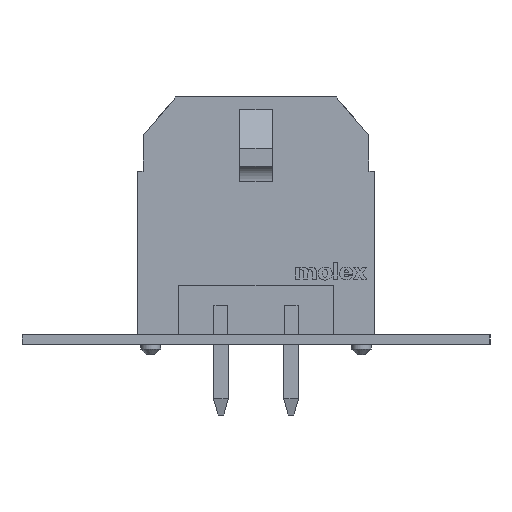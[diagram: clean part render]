
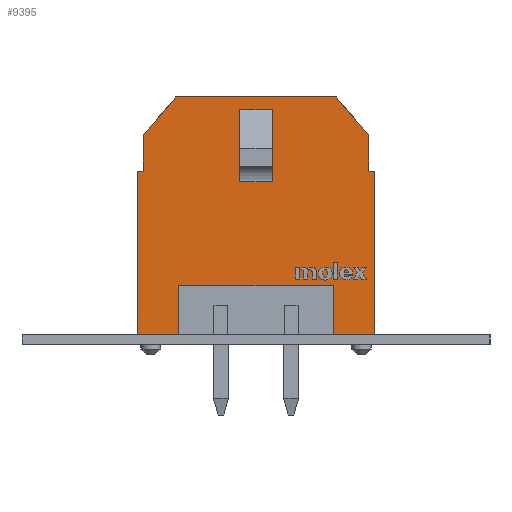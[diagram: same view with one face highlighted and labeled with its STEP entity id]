
A CAD part, left-side view. The second image highlights one B-rep face of the part: STEP entity #9395.
In plain terms, the highlighted face is planar.
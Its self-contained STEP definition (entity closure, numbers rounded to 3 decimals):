
#8706 = VERTEX_POINT('',#8707);
#8707 = CARTESIAN_POINT('',(-4.825,3.43,3.305));
#8713 = EDGE_CURVE('',#8714,#8706,#8716,.T.);
#8714 = VERTEX_POINT('',#8715);
#8715 = CARTESIAN_POINT('',(-4.825,3.43,1.785));
#8716 = LINE('',#8717,#8718);
#8717 = CARTESIAN_POINT('',(-4.825,3.43,1.785));
#8718 = VECTOR('',#8719,1.);
#8719 = DIRECTION('',(0.,0.,1.));
#8975 = VERTEX_POINT('',#8976);
#8976 = CARTESIAN_POINT('',(4.825,3.43,3.305));
#8982 = EDGE_CURVE('',#8975,#8983,#8985,.T.);
#8983 = VERTEX_POINT('',#8984);
#8984 = CARTESIAN_POINT('',(3.425,3.43,4.955));
#8985 = LINE('',#8986,#8987);
#8986 = CARTESIAN_POINT('',(4.825,3.43,3.305));
#8987 = VECTOR('',#8988,1.);
#8988 = DIRECTION('',(-0.647,0.,0.763));
#9200 = VERTEX_POINT('',#9201);
#9201 = CARTESIAN_POINT('',(4.825,3.43,1.785));
#9207 = EDGE_CURVE('',#9200,#8975,#9208,.T.);
#9208 = LINE('',#9209,#9210);
#9209 = CARTESIAN_POINT('',(4.825,3.43,1.785));
#9210 = VECTOR('',#9211,1.);
#9211 = DIRECTION('',(0.,0.,1.));
#9346 = VERTEX_POINT('',#9347);
#9347 = CARTESIAN_POINT('',(5.075,3.43,1.785));
#9353 = EDGE_CURVE('',#9200,#9346,#9354,.T.);
#9354 = LINE('',#9355,#9356);
#9355 = CARTESIAN_POINT('',(4.825,3.43,1.785));
#9356 = VECTOR('',#9357,1.);
#9357 = DIRECTION('',(1.,0.,0.));
#9395 = ADVANCED_FACE('',(#9396,#9478),#9512,.T.);
#9396 = FACE_BOUND('',#9397,.T.);
#9397 = EDGE_LOOP('',(#9398,#9408,#9416,#9424,#9430,#9431,#9439,#9445,
    #9446,#9447,#9448,#9456,#9464,#9472));
#9398 = ORIENTED_EDGE('',*,*,#9399,.F.);
#9399 = EDGE_CURVE('',#9400,#9402,#9404,.T.);
#9400 = VERTEX_POINT('',#9401);
#9401 = CARTESIAN_POINT('',(-3.305,3.43,-5.205));
#9402 = VERTEX_POINT('',#9403);
#9403 = CARTESIAN_POINT('',(-3.305,3.43,-3.105));
#9404 = LINE('',#9405,#9406);
#9405 = CARTESIAN_POINT('',(-3.305,3.43,-4.955));
#9406 = VECTOR('',#9407,1.);
#9407 = DIRECTION('',(0.,0.,1.));
#9408 = ORIENTED_EDGE('',*,*,#9409,.F.);
#9409 = EDGE_CURVE('',#9410,#9400,#9412,.T.);
#9410 = VERTEX_POINT('',#9411);
#9411 = CARTESIAN_POINT('',(-5.075,3.43,-5.205));
#9412 = LINE('',#9413,#9414);
#9413 = CARTESIAN_POINT('',(-4.825,3.43,-5.205));
#9414 = VECTOR('',#9415,1.);
#9415 = DIRECTION('',(1.,0.,0.));
#9416 = ORIENTED_EDGE('',*,*,#9417,.F.);
#9417 = EDGE_CURVE('',#9418,#9410,#9420,.T.);
#9418 = VERTEX_POINT('',#9419);
#9419 = CARTESIAN_POINT('',(-5.075,3.43,1.785));
#9420 = LINE('',#9421,#9422);
#9421 = CARTESIAN_POINT('',(-5.075,3.43,1.785));
#9422 = VECTOR('',#9423,1.);
#9423 = DIRECTION('',(0.,0.,-1.));
#9424 = ORIENTED_EDGE('',*,*,#9425,.F.);
#9425 = EDGE_CURVE('',#8714,#9418,#9426,.T.);
#9426 = LINE('',#9427,#9428);
#9427 = CARTESIAN_POINT('',(-4.825,3.43,1.785));
#9428 = VECTOR('',#9429,1.);
#9429 = DIRECTION('',(-1.,0.,0.));
#9430 = ORIENTED_EDGE('',*,*,#8713,.T.);
#9431 = ORIENTED_EDGE('',*,*,#9432,.F.);
#9432 = EDGE_CURVE('',#9433,#8706,#9435,.T.);
#9433 = VERTEX_POINT('',#9434);
#9434 = CARTESIAN_POINT('',(-3.425,3.43,4.955));
#9435 = LINE('',#9436,#9437);
#9436 = CARTESIAN_POINT('',(-3.425,3.43,4.955));
#9437 = VECTOR('',#9438,1.);
#9438 = DIRECTION('',(-0.647,0.,-0.763));
#9439 = ORIENTED_EDGE('',*,*,#9440,.T.);
#9440 = EDGE_CURVE('',#9433,#8983,#9441,.T.);
#9441 = LINE('',#9442,#9443);
#9442 = CARTESIAN_POINT('',(-3.425,3.43,4.955));
#9443 = VECTOR('',#9444,1.);
#9444 = DIRECTION('',(1.,0.,0.));
#9445 = ORIENTED_EDGE('',*,*,#8982,.F.);
#9446 = ORIENTED_EDGE('',*,*,#9207,.F.);
#9447 = ORIENTED_EDGE('',*,*,#9353,.T.);
#9448 = ORIENTED_EDGE('',*,*,#9449,.F.);
#9449 = EDGE_CURVE('',#9450,#9346,#9452,.T.);
#9450 = VERTEX_POINT('',#9451);
#9451 = CARTESIAN_POINT('',(5.075,3.43,-5.205));
#9452 = LINE('',#9453,#9454);
#9453 = CARTESIAN_POINT('',(5.075,3.43,-4.955));
#9454 = VECTOR('',#9455,1.);
#9455 = DIRECTION('',(0.,0.,1.));
#9456 = ORIENTED_EDGE('',*,*,#9457,.F.);
#9457 = EDGE_CURVE('',#9458,#9450,#9460,.T.);
#9458 = VERTEX_POINT('',#9459);
#9459 = CARTESIAN_POINT('',(3.305,3.43,-5.205));
#9460 = LINE('',#9461,#9462);
#9461 = CARTESIAN_POINT('',(-4.825,3.43,-5.205));
#9462 = VECTOR('',#9463,1.);
#9463 = DIRECTION('',(1.,0.,0.));
#9464 = ORIENTED_EDGE('',*,*,#9465,.T.);
#9465 = EDGE_CURVE('',#9458,#9466,#9468,.T.);
#9466 = VERTEX_POINT('',#9467);
#9467 = CARTESIAN_POINT('',(3.305,3.43,-3.105));
#9468 = LINE('',#9469,#9470);
#9469 = CARTESIAN_POINT('',(3.305,3.43,-4.955));
#9470 = VECTOR('',#9471,1.);
#9471 = DIRECTION('',(0.,0.,1.));
#9472 = ORIENTED_EDGE('',*,*,#9473,.F.);
#9473 = EDGE_CURVE('',#9402,#9466,#9474,.T.);
#9474 = LINE('',#9475,#9476);
#9475 = CARTESIAN_POINT('',(-3.305,3.43,-3.105));
#9476 = VECTOR('',#9477,1.);
#9477 = DIRECTION('',(1.,0.,0.));
#9478 = FACE_BOUND('',#9479,.T.);
#9479 = EDGE_LOOP('',(#9480,#9490,#9498,#9506));
#9480 = ORIENTED_EDGE('',*,*,#9481,.T.);
#9481 = EDGE_CURVE('',#9482,#9484,#9486,.T.);
#9482 = VERTEX_POINT('',#9483);
#9483 = CARTESIAN_POINT('',(-0.7,3.43,4.415));
#9484 = VERTEX_POINT('',#9485);
#9485 = CARTESIAN_POINT('',(-0.7,3.43,1.329));
#9486 = LINE('',#9487,#9488);
#9487 = CARTESIAN_POINT('',(-0.7,3.43,4.415));
#9488 = VECTOR('',#9489,1.);
#9489 = DIRECTION('',(0.,0.,-1.));
#9490 = ORIENTED_EDGE('',*,*,#9491,.T.);
#9491 = EDGE_CURVE('',#9484,#9492,#9494,.T.);
#9492 = VERTEX_POINT('',#9493);
#9493 = CARTESIAN_POINT('',(0.7,3.43,1.329));
#9494 = LINE('',#9495,#9496);
#9495 = CARTESIAN_POINT('',(-0.7,3.43,1.329));
#9496 = VECTOR('',#9497,1.);
#9497 = DIRECTION('',(1.,0.,0.));
#9498 = ORIENTED_EDGE('',*,*,#9499,.F.);
#9499 = EDGE_CURVE('',#9500,#9492,#9502,.T.);
#9500 = VERTEX_POINT('',#9501);
#9501 = CARTESIAN_POINT('',(0.7,3.43,4.415));
#9502 = LINE('',#9503,#9504);
#9503 = CARTESIAN_POINT('',(0.7,3.43,4.415));
#9504 = VECTOR('',#9505,1.);
#9505 = DIRECTION('',(0.,0.,-1.));
#9506 = ORIENTED_EDGE('',*,*,#9507,.F.);
#9507 = EDGE_CURVE('',#9482,#9500,#9508,.T.);
#9508 = LINE('',#9509,#9510);
#9509 = CARTESIAN_POINT('',(-0.7,3.43,4.415));
#9510 = VECTOR('',#9511,1.);
#9511 = DIRECTION('',(1.,0.,0.));
#9512 = PLANE('',#9513);
#9513 = AXIS2_PLACEMENT_3D('',#9514,#9515,#9516);
#9514 = CARTESIAN_POINT('',(-4.825,3.43,-4.955));
#9515 = DIRECTION('',(0.,1.,0.));
#9516 = DIRECTION('',(0.,-0.,1.));
